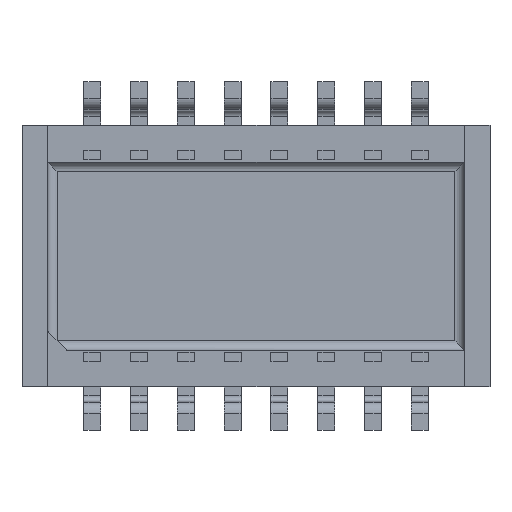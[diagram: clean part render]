
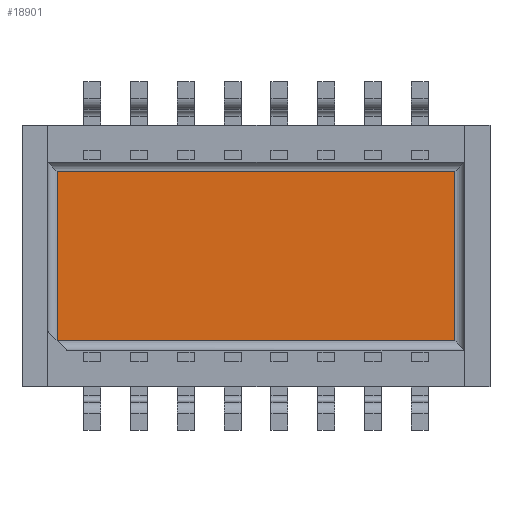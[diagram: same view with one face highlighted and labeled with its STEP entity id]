
A CAD part, top view. The second image highlights one B-rep face of the part: STEP entity #18901.
In plain terms, the highlighted planar face has unit normal (0, 0, 1).
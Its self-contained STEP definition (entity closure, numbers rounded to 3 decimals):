
#1949=DIRECTION('',(0.,1.,0.));
#1950=VECTOR('',#1949,4.6);
#1951=CARTESIAN_POINT('',(9.85,-2.3,0.38));
#1952=LINE('',#1951,#1950);
#1975=DIRECTION('',(1.,0.,0.));
#1976=VECTOR('',#1975,10.8);
#1977=CARTESIAN_POINT('',(9.85,2.3,0.38));
#1978=LINE('',#1977,#1976);
#1993=DIRECTION('',(0.,-1.,0.));
#1994=VECTOR('',#1993,4.6);
#1995=CARTESIAN_POINT('',(20.65,2.3,0.38));
#1996=LINE('',#1995,#1994);
#2014=DIRECTION('',(-1.,0.,0.));
#2015=VECTOR('',#2014,10.8);
#2016=CARTESIAN_POINT('',(20.65,-2.3,0.38));
#2017=LINE('',#2016,#2015);
#12426=CARTESIAN_POINT('',(9.85,-2.3,0.38));
#12427=CARTESIAN_POINT('',(9.85,2.3,0.38));
#12428=VERTEX_POINT('',#12426);
#12429=VERTEX_POINT('',#12427);
#12430=CARTESIAN_POINT('',(20.65,-2.3,0.38));
#12431=VERTEX_POINT('',#12430);
#12432=CARTESIAN_POINT('',(20.65,2.3,0.38));
#12433=VERTEX_POINT('',#12432);
#18890=CARTESIAN_POINT('',(15.25,0.,0.38));
#18891=DIRECTION('',(0.,0.,1.));
#18892=DIRECTION('',(-1.,0.,0.));
#18893=AXIS2_PLACEMENT_3D('',#18890,#18891,#18892);
#18894=PLANE('',#18893);
#18895=ORIENTED_EDGE('',*,*,#18810,.T.);
#18896=ORIENTED_EDGE('',*,*,#18856,.T.);
#18897=ORIENTED_EDGE('',*,*,#18870,.T.);
#18898=ORIENTED_EDGE('',*,*,#18885,.T.);
#18899=EDGE_LOOP('',(#18895,#18896,#18897,#18898));
#18900=FACE_OUTER_BOUND('',#18899,.F.);
#18810=EDGE_CURVE('',#12428,#12429,#1952,.T.);
#18856=EDGE_CURVE('',#12429,#12433,#1978,.T.);
#18870=EDGE_CURVE('',#12433,#12431,#1996,.T.);
#18885=EDGE_CURVE('',#12431,#12428,#2017,.T.);
#18901=ADVANCED_FACE('',(#18900),#18894,.T.);
